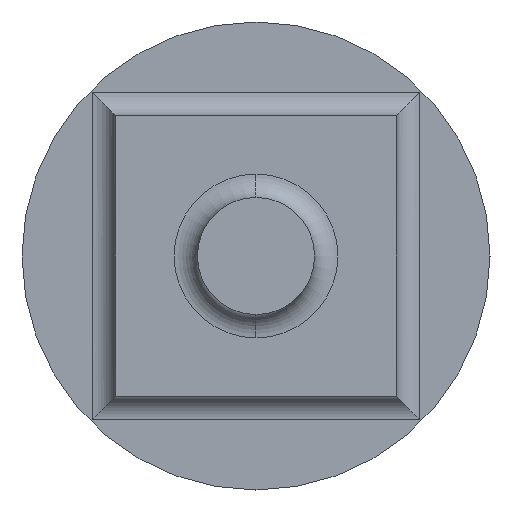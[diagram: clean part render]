
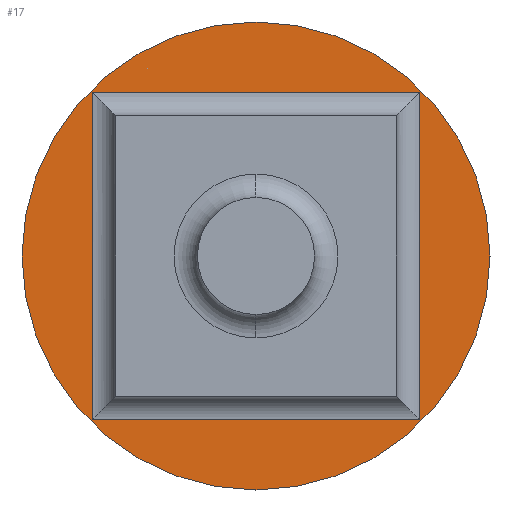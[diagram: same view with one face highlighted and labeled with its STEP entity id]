
A CAD part, left-side view. The second image highlights one B-rep face of the part: STEP entity #17.
In plain terms, the highlighted planar face has unit normal (-1, 0, 0).
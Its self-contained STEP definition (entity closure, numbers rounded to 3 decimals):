
#14 = FACE_BOUND ( 'NONE', #321, .T. ) ;
#15 = CARTESIAN_POINT ( 'NONE',  ( -6.908, 6., -7. ) ) ;
#17 = ADVANCED_FACE ( 'NONE', ( #14, #640 ), #346, .F. ) ;
#25 = DIRECTION ( 'NONE',  ( 0., 0., 1. ) ) ;
#28 = ORIENTED_EDGE ( 'NONE', *, *, #389, .T. ) ;
#37 = CARTESIAN_POINT ( 'NONE',  ( -6.908, 7., 7. ) ) ;
#66 = DIRECTION ( 'NONE',  ( 0., 0., 1. ) ) ;
#74 = EDGE_CURVE ( 'NONE', #886, #547, #173, .T. ) ;
#100 = DIRECTION ( 'NONE',  ( 0., 0., -1. ) ) ;
#173 = LINE ( 'NONE', #795, #351 ) ;
#181 = CARTESIAN_POINT ( 'NONE',  ( -6.908, 0., 0. ) ) ;
#194 = DIRECTION ( 'NONE',  ( 0., 0., -1. ) ) ;
#245 = CIRCLE ( 'NONE', #961, 10. ) ;
#249 = EDGE_CURVE ( 'NONE', #856, #397, #540, .T. ) ;
#254 = AXIS2_PLACEMENT_3D ( 'NONE', #576, #502, #194 ) ;
#255 = CIRCLE ( 'NONE', #773, 10. ) ;
#274 = LINE ( 'NONE', #15, #278 ) ;
#275 = CARTESIAN_POINT ( 'NONE',  ( -6.908, -7., 7. ) ) ;
#278 = VECTOR ( 'NONE', #808, 1000. ) ;
#298 = VECTOR ( 'NONE', #66, 1000. ) ;
#321 = EDGE_LOOP ( 'NONE', ( #689, #699, #430, #626 ) ) ;
#330 = DIRECTION ( 'NONE',  ( 0., -1., 0. ) ) ;
#346 = PLANE ( 'NONE',  #254 ) ;
#351 = VECTOR ( 'NONE', #100, 1000. ) ;
#389 = EDGE_CURVE ( 'NONE', #775, #996, #255, .T. ) ;
#397 = VERTEX_POINT ( 'NONE', #37 ) ;
#415 = EDGE_CURVE ( 'NONE', #547, #856, #274, .T. ) ;
#429 = EDGE_CURVE ( 'NONE', #996, #775, #245, .T. ) ;
#430 = ORIENTED_EDGE ( 'NONE', *, *, #249, .T. ) ;
#448 = CARTESIAN_POINT ( 'NONE',  ( -6.908, -7., -7. ) ) ;
#502 = DIRECTION ( 'NONE',  ( 1., 0., 0. ) ) ;
#518 = CARTESIAN_POINT ( 'NONE',  ( -6.908, 7., -7. ) ) ;
#540 = LINE ( 'NONE', #609, #298 ) ;
#547 = VERTEX_POINT ( 'NONE', #448 ) ;
#567 = DIRECTION ( 'NONE',  ( 0., 0., 1. ) ) ;
#572 = CARTESIAN_POINT ( 'NONE',  ( -6.908, 0., -10. ) ) ;
#576 = CARTESIAN_POINT ( 'NONE',  ( -6.908, 10., 0. ) ) ;
#587 = LINE ( 'NONE', #940, #745 ) ;
#609 = CARTESIAN_POINT ( 'NONE',  ( -6.908, 7., 6. ) ) ;
#626 = ORIENTED_EDGE ( 'NONE', *, *, #661, .T. ) ;
#640 = FACE_OUTER_BOUND ( 'NONE', #652, .T. ) ;
#641 = DIRECTION ( 'NONE',  ( -1., 0., 0. ) ) ;
#652 = EDGE_LOOP ( 'NONE', ( #855, #28 ) ) ;
#661 = EDGE_CURVE ( 'NONE', #397, #886, #587, .T. ) ;
#666 = CARTESIAN_POINT ( 'NONE',  ( -6.908, 0., 0. ) ) ;
#689 = ORIENTED_EDGE ( 'NONE', *, *, #74, .T. ) ;
#699 = ORIENTED_EDGE ( 'NONE', *, *, #415, .T. ) ;
#745 = VECTOR ( 'NONE', #330, 1000. ) ;
#761 = CARTESIAN_POINT ( 'NONE',  ( -6.908, 0., 10. ) ) ;
#773 = AXIS2_PLACEMENT_3D ( 'NONE', #181, #788, #25 ) ;
#775 = VERTEX_POINT ( 'NONE', #572 ) ;
#788 = DIRECTION ( 'NONE',  ( -1., 0., 0. ) ) ;
#795 = CARTESIAN_POINT ( 'NONE',  ( -6.908, -7., -6. ) ) ;
#808 = DIRECTION ( 'NONE',  ( 0., 1., 0. ) ) ;
#855 = ORIENTED_EDGE ( 'NONE', *, *, #429, .T. ) ;
#856 = VERTEX_POINT ( 'NONE', #518 ) ;
#886 = VERTEX_POINT ( 'NONE', #275 ) ;
#940 = CARTESIAN_POINT ( 'NONE',  ( -6.908, -6., 7. ) ) ;
#961 = AXIS2_PLACEMENT_3D ( 'NONE', #666, #641, #567 ) ;
#996 = VERTEX_POINT ( 'NONE', #761 ) ;
